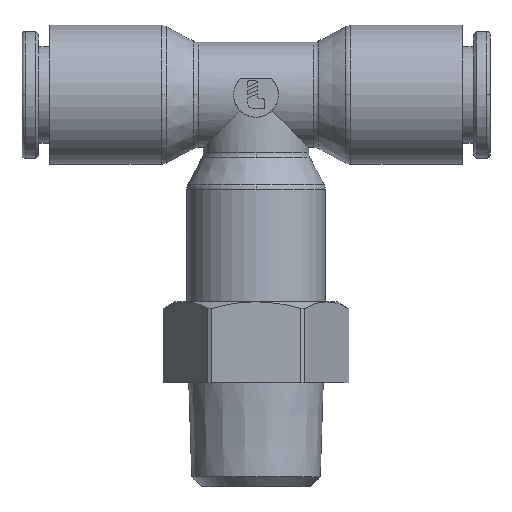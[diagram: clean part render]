
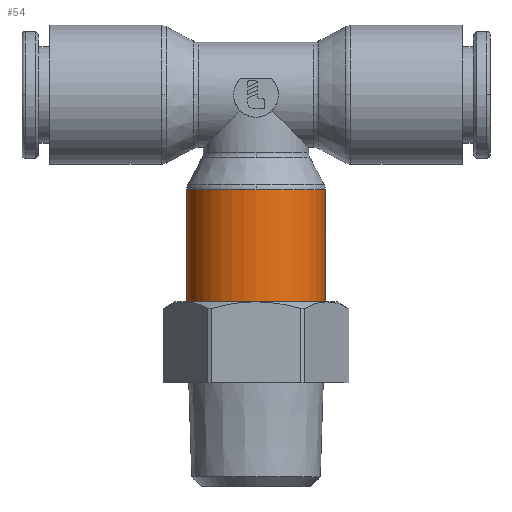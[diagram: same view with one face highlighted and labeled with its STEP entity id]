
A CAD part, top view. The second image highlights one B-rep face of the part: STEP entity #54.
In plain terms, the highlighted cylindrical face has radius 5.425 mm (diameter 10.85 mm), a partial arc.
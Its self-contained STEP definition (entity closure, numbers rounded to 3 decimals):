
#54=ADVANCED_FACE('',(#176),#177,.T.);
#176=FACE_OUTER_BOUND('',#415,.T.);
#177=CYLINDRICAL_SURFACE('',#416,5.425);
#415=EDGE_LOOP('',(#708,#709,#710,#711,#712));
#416=AXIS2_PLACEMENT_3D('',#713,#714,#715);
#708=ORIENTED_EDGE('',*,*,#1601,.F.);
#709=ORIENTED_EDGE('',*,*,#1602,.T.);
#710=ORIENTED_EDGE('',*,*,#1603,.T.);
#711=ORIENTED_EDGE('',*,*,#1604,.F.);
#712=ORIENTED_EDGE('',*,*,#1605,.F.);
#713=CARTESIAN_POINT('',(0.,-11.75,0.0));
#714=DIRECTION('',(0.,-1.0,0.0));
#715=DIRECTION('',(1.0,0.,0.0));
#1601=EDGE_CURVE('',#1927,#1928,#1929,.T.);
#1602=EDGE_CURVE('',#1927,#1930,#1931,.T.);
#1603=EDGE_CURVE('',#1930,#1932,#1933,.T.);
#1604=EDGE_CURVE('',#1934,#1932,#1935,.T.);
#1605=EDGE_CURVE('',#1928,#1934,#1936,.T.);
#1927=VERTEX_POINT('',#2417);
#1928=VERTEX_POINT('',#2418);
#1929=LINE('',#2419,#2420);
#1930=VERTEX_POINT('',#2421);
#1931=CIRCLE('',#2422,5.425);
#1932=VERTEX_POINT('',#2423);
#1933=CIRCLE('',#2424,5.425);
#1934=VERTEX_POINT('',#2425);
#1935=LINE('',#2426,#2427);
#1936=CIRCLE('',#2428,5.425);
#2417=CARTESIAN_POINT('',(5.425,-7.4,0.0));
#2418=CARTESIAN_POINT('',(5.425,-16.1,0.0));
#2419=CARTESIAN_POINT('',(5.425,-11.75,0.));
#2420=VECTOR('',#3290,1.0);
#2421=CARTESIAN_POINT('',(0.,-7.4,5.425));
#2422=AXIS2_PLACEMENT_3D('',#3291,#3292,#3293);
#2423=CARTESIAN_POINT('',(-5.425,-7.4,0.));
#2424=AXIS2_PLACEMENT_3D('',#3294,#3295,#3296);
#2425=CARTESIAN_POINT('',(-5.425,-16.1,0.));
#2426=CARTESIAN_POINT('',(-5.425,-11.75,0.));
#2427=VECTOR('',#3297,1.0);
#2428=AXIS2_PLACEMENT_3D('',#3298,#3299,#3300);
#3290=DIRECTION('',(0.,-1.0,0.0));
#3291=CARTESIAN_POINT('',(0.,-7.4,0.0));
#3292=DIRECTION('',(0.,-1.0,0.0));
#3293=DIRECTION('',(1.0,0.,0.0));
#3294=CARTESIAN_POINT('',(0.,-7.4,0.0));
#3295=DIRECTION('',(0.,-1.0,0.0));
#3296=DIRECTION('',(1.0,0.,0.0));
#3297=DIRECTION('',(0.,1.0,-0.0));
#3298=CARTESIAN_POINT('',(0.,-16.1,0.0));
#3299=DIRECTION('',(0.,-1.0,0.0));
#3300=DIRECTION('',(1.0,0.,0.0));
